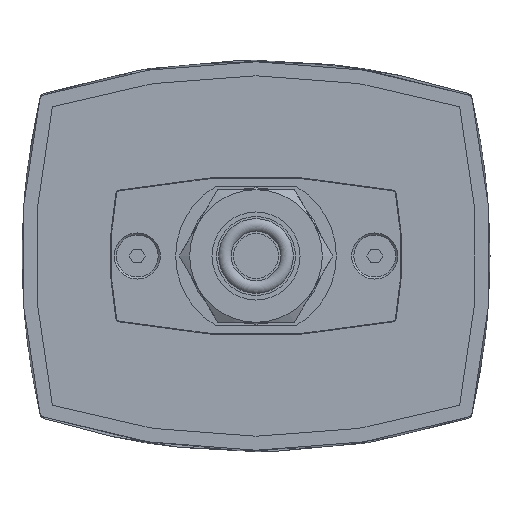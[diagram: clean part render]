
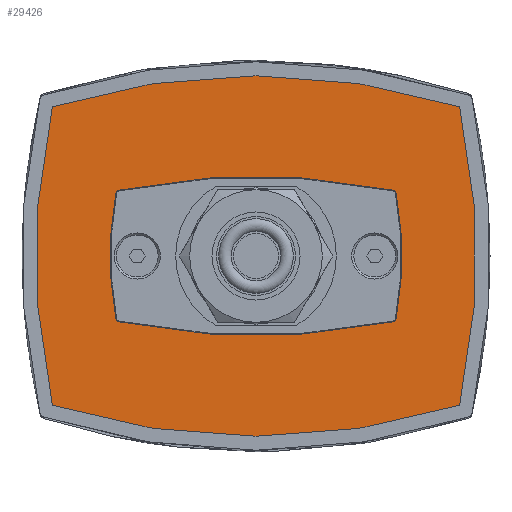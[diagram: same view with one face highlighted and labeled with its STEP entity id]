
A CAD part, front view. The second image highlights one B-rep face of the part: STEP entity #29426.
In plain terms, the highlighted planar face has unit normal (0, -1, 0).
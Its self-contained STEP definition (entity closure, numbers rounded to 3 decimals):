
#29047=CARTESIAN_POINT('',(29.142,0.,21.367));
#29048=VERTEX_POINT('',#29047);
#29055=CARTESIAN_POINT('',(29.142,0.,-21.367));
#29056=VERTEX_POINT('',#29055);
#29057=CARTESIAN_POINT('',(-66.5,0.,0.));
#29058=DIRECTION('',(0.,1.0,0.));
#29059=DIRECTION('',(-0.976,0.,0.218));
#29060=AXIS2_PLACEMENT_3D('',#29057,#29058,#29059);
#29061=CIRCLE('',#29060,98.0);
#29062=EDGE_CURVE('',#29048,#29056,#29061,.T.);
#29079=CARTESIAN_POINT('',(-29.142,0.,21.367));
#29080=VERTEX_POINT('',#29079);
#29087=CARTESIAN_POINT('',(0.,0.,-72.2));
#29088=DIRECTION('',(0.,1.0,0.));
#29089=DIRECTION('',(-0.297,0.,-0.955));
#29090=AXIS2_PLACEMENT_3D('',#29087,#29088,#29089);
#29091=CIRCLE('',#29090,98.);
#29092=EDGE_CURVE('',#29080,#29048,#29091,.T.);
#29103=CARTESIAN_POINT('',(20.064,0.,8.954));
#29104=VERTEX_POINT('',#29103);
#29105=CARTESIAN_POINT('',(20.064,0.,-8.954));
#29106=VERTEX_POINT('',#29105);
#29107=CARTESIAN_POINT('',(-27.5,0.,0.));
#29108=DIRECTION('',(0.,1.0,0.));
#29109=DIRECTION('',(0.983,0.,-0.185));
#29110=AXIS2_PLACEMENT_3D('',#29107,#29108,#29109);
#29111=CIRCLE('',#29110,48.4);
#29112=EDGE_CURVE('',#29104,#29106,#29111,.T.);
#29145=CARTESIAN_POINT('',(19.594,0.,-9.431));
#29146=VERTEX_POINT('',#29145);
#29147=CARTESIAN_POINT('',(19.475,0.,-8.843));
#29148=DIRECTION('',(0.,1.0,0.));
#29149=DIRECTION('',(0.199,0.,-0.98));
#29150=AXIS2_PLACEMENT_3D('',#29147,#29148,#29149);
#29151=CIRCLE('',#29150,0.6);
#29152=EDGE_CURVE('',#29106,#29146,#29151,.T.);
#29178=CARTESIAN_POINT('',(-19.594,0.0,-9.431));
#29179=VERTEX_POINT('',#29178);
#29180=CARTESIAN_POINT('',(0.,0.,87.1));
#29181=DIRECTION('',(0.,1.0,0.));
#29182=DIRECTION('',(-0.199,0.,-0.98));
#29183=AXIS2_PLACEMENT_3D('',#29180,#29181,#29182);
#29184=CIRCLE('',#29183,98.5);
#29185=EDGE_CURVE('',#29146,#29179,#29184,.T.);
#29211=CARTESIAN_POINT('',(-20.064,0.0,-8.954));
#29212=VERTEX_POINT('',#29211);
#29213=CARTESIAN_POINT('',(-19.475,0.0,-8.843));
#29214=DIRECTION('',(0.,1.0,0.));
#29215=DIRECTION('',(-0.983,0.,-0.185));
#29216=AXIS2_PLACEMENT_3D('',#29213,#29214,#29215);
#29217=CIRCLE('',#29216,0.6);
#29218=EDGE_CURVE('',#29179,#29212,#29217,.T.);
#29244=CARTESIAN_POINT('',(-20.064,0.0,8.954));
#29245=VERTEX_POINT('',#29244);
#29246=CARTESIAN_POINT('',(27.5,0.,0.));
#29247=DIRECTION('',(0.,1.0,0.));
#29248=DIRECTION('',(-0.983,0.,0.185));
#29249=AXIS2_PLACEMENT_3D('',#29246,#29247,#29248);
#29250=CIRCLE('',#29249,48.4);
#29251=EDGE_CURVE('',#29212,#29245,#29250,.T.);
#29277=CARTESIAN_POINT('',(-19.594,0.,9.431));
#29278=VERTEX_POINT('',#29277);
#29279=CARTESIAN_POINT('',(-19.475,0.,8.843));
#29280=DIRECTION('',(0.,1.0,0.));
#29281=DIRECTION('',(-0.199,0.,0.98));
#29282=AXIS2_PLACEMENT_3D('',#29279,#29280,#29281);
#29283=CIRCLE('',#29282,0.6);
#29284=EDGE_CURVE('',#29245,#29278,#29283,.T.);
#29310=CARTESIAN_POINT('',(19.594,0.,9.431));
#29311=VERTEX_POINT('',#29310);
#29312=CARTESIAN_POINT('',(0.,0.,-87.1));
#29313=DIRECTION('',(0.,1.0,0.));
#29314=DIRECTION('',(0.199,0.,0.98));
#29315=AXIS2_PLACEMENT_3D('',#29312,#29313,#29314);
#29316=CIRCLE('',#29315,98.5);
#29317=EDGE_CURVE('',#29278,#29311,#29316,.T.);
#29343=CARTESIAN_POINT('',(19.475,0.,8.843));
#29344=DIRECTION('',(0.,1.0,0.));
#29345=DIRECTION('',(0.983,0.,0.185));
#29346=AXIS2_PLACEMENT_3D('',#29343,#29344,#29345);
#29347=CIRCLE('',#29346,0.6);
#29348=EDGE_CURVE('',#29311,#29104,#29347,.T.);
#29368=CARTESIAN_POINT('',(-29.142,0.,-21.367));
#29369=VERTEX_POINT('',#29368);
#29376=CARTESIAN_POINT('',(66.5,0.,0.));
#29377=DIRECTION('',(0.,1.0,0.));
#29378=DIRECTION('',(0.976,0.,-0.218));
#29379=AXIS2_PLACEMENT_3D('',#29376,#29377,#29378);
#29380=CIRCLE('',#29379,98.);
#29381=EDGE_CURVE('',#29369,#29080,#29380,.T.);
#29394=CARTESIAN_POINT('',(0.,0.,72.2));
#29395=DIRECTION('',(0.,1.0,0.));
#29396=DIRECTION('',(0.297,0.,0.955));
#29397=AXIS2_PLACEMENT_3D('',#29394,#29395,#29396);
#29398=CIRCLE('',#29397,98.);
#29399=EDGE_CURVE('',#29056,#29369,#29398,.T.);
#29405=CARTESIAN_POINT('',(0.,0.,0.));
#29406=DIRECTION('',(0.0,-1.0,0.0));
#29407=DIRECTION('',(-1.0,0.0,0.0));
#29408=AXIS2_PLACEMENT_3D('',#29405,#29406,#29407);
#29409=PLANE('',#29408);
#29410=ORIENTED_EDGE('',*,*,#29381,.F.);
#29411=ORIENTED_EDGE('',*,*,#29399,.F.);
#29412=ORIENTED_EDGE('',*,*,#29062,.F.);
#29413=ORIENTED_EDGE('',*,*,#29092,.F.);
#29414=EDGE_LOOP('',(#29410,#29411,#29412,#29413));
#29415=FACE_OUTER_BOUND('',#29414,.T.);
#29416=ORIENTED_EDGE('',*,*,#29112,.T.);
#29417=ORIENTED_EDGE('',*,*,#29152,.T.);
#29418=ORIENTED_EDGE('',*,*,#29185,.T.);
#29419=ORIENTED_EDGE('',*,*,#29218,.T.);
#29420=ORIENTED_EDGE('',*,*,#29251,.T.);
#29421=ORIENTED_EDGE('',*,*,#29284,.T.);
#29422=ORIENTED_EDGE('',*,*,#29317,.T.);
#29423=ORIENTED_EDGE('',*,*,#29348,.T.);
#29424=EDGE_LOOP('',(#29416,#29417,#29418,#29419,#29420,#29421,#29422,#29423));
#29425=FACE_BOUND('',#29424,.T.);
#29426=ADVANCED_FACE('',(#29415,#29425),#29409,.T.);
